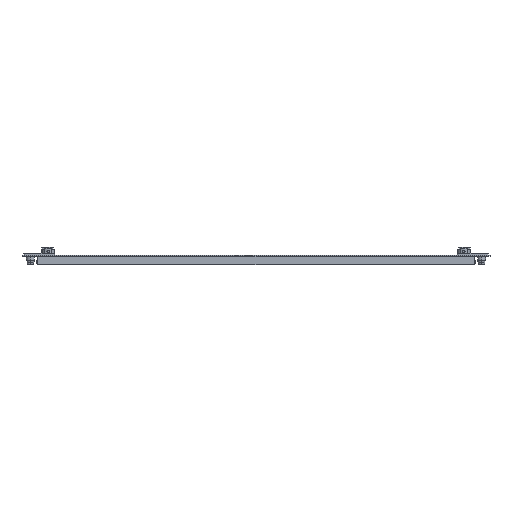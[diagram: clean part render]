
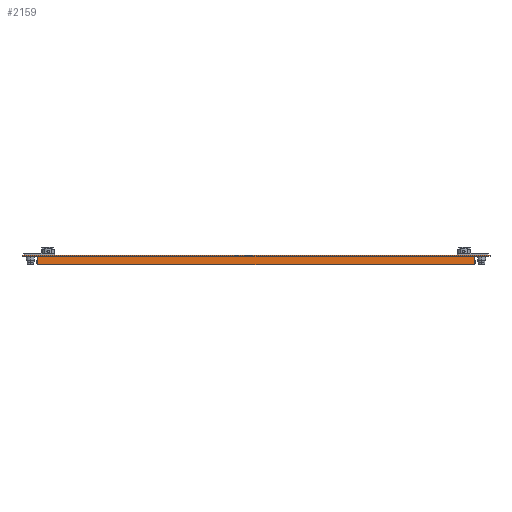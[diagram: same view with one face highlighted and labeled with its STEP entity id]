
A CAD part, front view. The second image highlights one B-rep face of the part: STEP entity #2159.
In plain terms, the highlighted face is planar.
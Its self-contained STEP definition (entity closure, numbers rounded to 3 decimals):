
#729=DIRECTION('',(0.,0.,1.));
#730=VECTOR('',#729,9.);
#731=CARTESIAN_POINT('',(258.,175.,-9.));
#732=LINE('',#731,#730);
#733=DIRECTION('',(1.,0.,0.));
#734=VECTOR('',#733,17.);
#735=CARTESIAN_POINT('',(258.,175.,0.));
#736=LINE('',#735,#734);
#737=DIRECTION('',(0.,0.,1.));
#738=VECTOR('',#737,1.);
#739=CARTESIAN_POINT('',(275.,175.,0.));
#740=LINE('',#739,#738);
#741=DIRECTION('',(-1.,0.,0.));
#742=VECTOR('',#741,500.);
#743=CARTESIAN_POINT('',(275.,175.,1.));
#744=LINE('',#743,#742);
#745=DIRECTION('',(1.,0.,0.));
#746=VECTOR('',#745,17.);
#747=CARTESIAN_POINT('',(-225.,175.,0.));
#748=LINE('',#747,#746);
#753=DIRECTION('',(-1.,0.,0.));
#754=VECTOR('',#753,466.);
#755=CARTESIAN_POINT('',(258.,175.,-9.));
#756=LINE('',#755,#754);
#777=DIRECTION('',(0.,0.,1.));
#778=VECTOR('',#777,9.);
#779=CARTESIAN_POINT('',(-208.,175.,-9.));
#780=LINE('',#779,#778);
#833=DIRECTION('',(0.,0.,1.));
#834=VECTOR('',#833,1.);
#835=CARTESIAN_POINT('',(-225.,175.,0.));
#836=LINE('',#835,#834);
#1126=CARTESIAN_POINT('',(275.,175.,0.));
#1128=VERTEX_POINT('',#1126);
#1129=CARTESIAN_POINT('',(258.,175.,0.));
#1130=VERTEX_POINT('',#1129);
#1135=CARTESIAN_POINT('',(-208.,175.,0.));
#1136=VERTEX_POINT('',#1135);
#1137=CARTESIAN_POINT('',(-225.,175.,0.));
#1138=VERTEX_POINT('',#1137);
#1253=CARTESIAN_POINT('',(275.,175.,1.));
#1254=CARTESIAN_POINT('',(-225.,175.,1.));
#1255=VERTEX_POINT('',#1253);
#1256=VERTEX_POINT('',#1254);
#1349=CARTESIAN_POINT('',(258.,175.,-9.));
#1350=CARTESIAN_POINT('',(-208.,175.,-9.));
#1351=VERTEX_POINT('',#1349);
#1352=VERTEX_POINT('',#1350);
#2139=CARTESIAN_POINT('',(125.,175.,0.));
#2140=DIRECTION('',(0.,1.,0.));
#2141=DIRECTION('',(-1.,0.,0.));
#2142=AXIS2_PLACEMENT_3D('',#2139,#2140,#2141);
#2143=PLANE('',#2142);
#2145=ORIENTED_EDGE('',*,*,#2144,.F.);
#2147=ORIENTED_EDGE('',*,*,#2146,.T.);
#2148=ORIENTED_EDGE('',*,*,#1436,.T.);
#2150=ORIENTED_EDGE('',*,*,#2149,.T.);
#2151=ORIENTED_EDGE('',*,*,#1659,.T.);
#2153=ORIENTED_EDGE('',*,*,#2152,.F.);
#2154=ORIENTED_EDGE('',*,*,#1444,.T.);
#2156=ORIENTED_EDGE('',*,*,#2155,.F.);
#2157=EDGE_LOOP('',(#2145,#2147,#2148,#2150,#2151,#2153,#2154,#2156));
#2158=FACE_OUTER_BOUND('',#2157,.F.);
#1436=EDGE_CURVE('',#1130,#1128,#736,.T.);
#1444=EDGE_CURVE('',#1138,#1136,#748,.T.);
#1659=EDGE_CURVE('',#1255,#1256,#744,.T.);
#2144=EDGE_CURVE('',#1351,#1352,#756,.T.);
#2146=EDGE_CURVE('',#1351,#1130,#732,.T.);
#2149=EDGE_CURVE('',#1128,#1255,#740,.T.);
#2152=EDGE_CURVE('',#1138,#1256,#836,.T.);
#2155=EDGE_CURVE('',#1352,#1136,#780,.T.);
#2159=ADVANCED_FACE('',(#2158),#2143,.T.);
